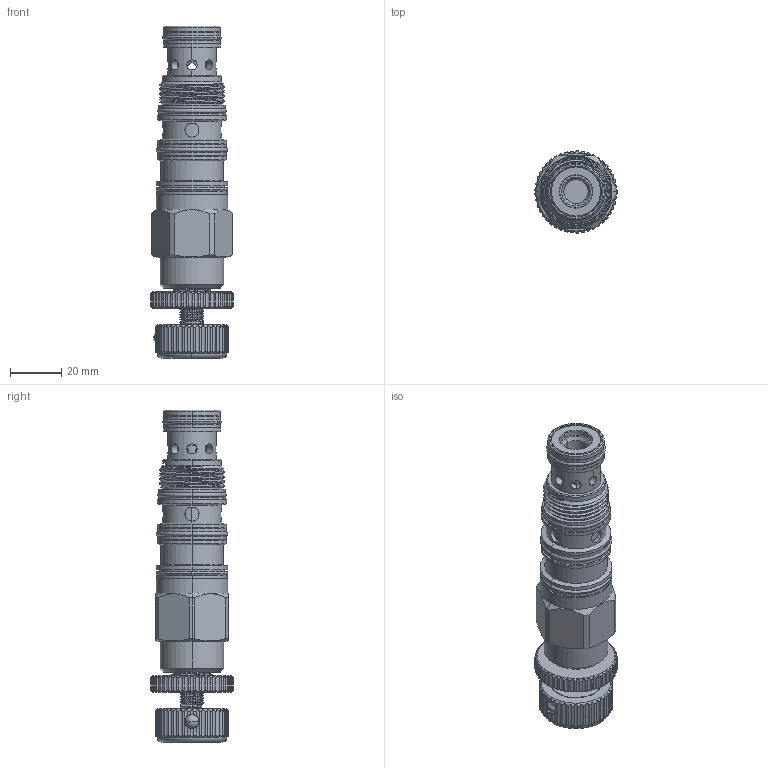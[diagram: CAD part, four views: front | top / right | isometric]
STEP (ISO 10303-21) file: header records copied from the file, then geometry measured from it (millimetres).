
FILE_DESCRIPTION (( 'STEP AP203' ), '1' );
FILE_NAME ('PV22A40(43)(45)-K.STEP', '2020-03-23T05:29:08', ( '' ), ( '' ), 'SwSTEP 2.0', 'SolidWorks 2018', '' );
FILE_SCHEMA (( 'CONFIG_CONTROL_DESIGN' ));
Products named in the file (1): PV22A40(43)(45)-K
Bounding box: 32.18 x 32.2 x 130.09 mm (x, y, z)
Volume: 62683.2 mm3; surface area: 24149.7 mm2
Topology: 11 solids, 15 shells, 992 faces, 2740 edges, 1741 vertices
Faces by surface type: cylinder 519, plane 228, cone 95, torus 82, bspline 66, sphere 2
Entity records: 66485 total; most frequent: CARTESIAN_POINT 42850, ORIENTED_EDGE 5420, DIRECTION 4381, EDGE_CURVE 2710, VERTEX_POINT 1738, AXIS2_PLACEMENT_3D 1713, EDGE_LOOP 1072, FACE_OUTER_BOUND 992
